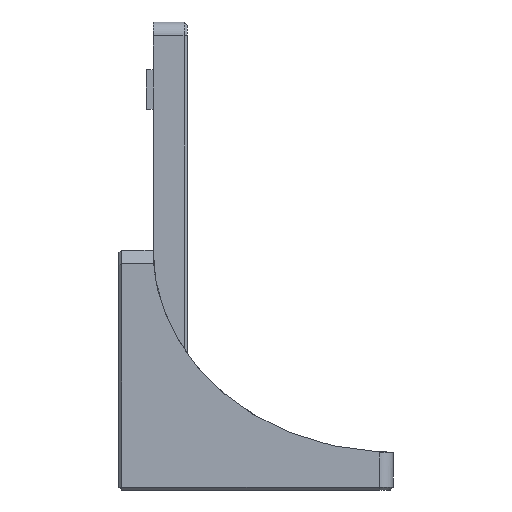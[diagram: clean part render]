
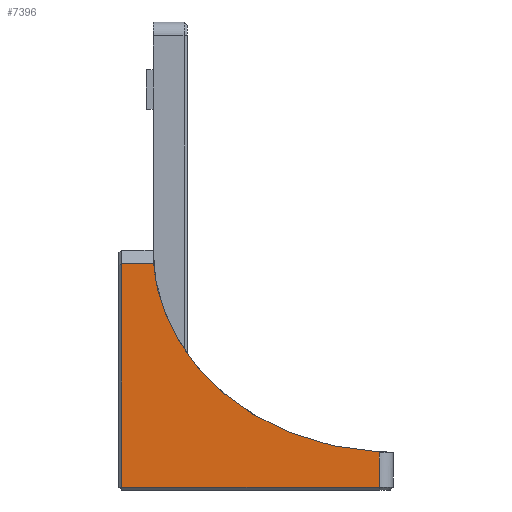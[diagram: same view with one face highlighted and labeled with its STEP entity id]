
A CAD part, left-side view. The second image highlights one B-rep face of the part: STEP entity #7396.
In plain terms, the highlighted planar face has unit normal (-1, 0, 0).
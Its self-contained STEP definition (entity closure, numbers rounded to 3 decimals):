
#7396 = ADVANCED_FACE('',(#7397),#7411,.F.);
#7397 = FACE_BOUND('',#7398,.F.);
#7398 = EDGE_LOOP('',(#7399,#7434,#7466,#7494,#7522));
#7399 = ORIENTED_EDGE('',*,*,#7400,.F.);
#7400 = EDGE_CURVE('',#7401,#7403,#7405,.T.);
#7401 = VERTEX_POINT('',#7402);
#7402 = CARTESIAN_POINT('',(0.,-0.081,15.5)
  );
#7403 = VERTEX_POINT('',#7404);
#7404 = CARTESIAN_POINT('',(0.,4.6,15.5));
#7405 = SURFACE_CURVE('',#7406,(#7410,#7422),.PCURVE_S1.);
#7406 = LINE('',#7407,#7408);
#7407 = CARTESIAN_POINT('',(0.,0.,15.5)
  );
#7408 = VECTOR('',#7409,1.);
#7409 = DIRECTION('',(0.,1.,0.));
#7410 = PCURVE('',#7411,#7416);
#7411 = PLANE('',#7412);
#7412 = AXIS2_PLACEMENT_3D('',#7413,#7414,#7415);
#7413 = CARTESIAN_POINT('',(0.,-9.568,
    -5.61));
#7414 = DIRECTION('',(1.,0.,0.));
#7415 = DIRECTION('',(0.,0.,1.));
#7416 = DEFINITIONAL_REPRESENTATION('',(#7417),#7421);
#7417 = LINE('',#7418,#7419);
#7418 = CARTESIAN_POINT('',(21.11,-9.568));
#7419 = VECTOR('',#7420,1.);
#7420 = DIRECTION('',(0.,-1.));
#7421 = ( GEOMETRIC_REPRESENTATION_CONTEXT(2) 
PARAMETRIC_REPRESENTATION_CONTEXT() REPRESENTATION_CONTEXT('2D SPACE',''
  ) );
#7422 = PCURVE('',#7423,#7428);
#7423 = PLANE('',#7424);
#7424 = AXIS2_PLACEMENT_3D('',#7425,#7426,#7427);
#7425 = CARTESIAN_POINT('',(1.,0.,16.5));
#7426 = DIRECTION('',(0.707,0.,-0.707
    ));
#7427 = DIRECTION('',(0.,1.,0.));
#7428 = DEFINITIONAL_REPRESENTATION('',(#7429),#7433);
#7429 = LINE('',#7430,#7431);
#7430 = CARTESIAN_POINT('',(0.,-1.414));
#7431 = VECTOR('',#7432,1.);
#7432 = DIRECTION('',(1.,0.));
#7433 = ( GEOMETRIC_REPRESENTATION_CONTEXT(2) 
PARAMETRIC_REPRESENTATION_CONTEXT() REPRESENTATION_CONTEXT('2D SPACE',''
  ) );
#7434 = ORIENTED_EDGE('',*,*,#7435,.F.);
#7435 = EDGE_CURVE('',#7436,#7401,#7438,.T.);
#7436 = VERTEX_POINT('',#7437);
#7437 = CARTESIAN_POINT('',(0.,-33.,-11.952));
#7438 = SURFACE_CURVE('',#7439,(#7444,#7451),.PCURVE_S1.);
#7439 = ELLIPSE('',#7440,35.,29.5);
#7440 = AXIS2_PLACEMENT_3D('',#7441,#7442,#7443);
#7441 = CARTESIAN_POINT('',(0.,-35.,17.5));
#7442 = DIRECTION('',(1.,0.,0.));
#7443 = DIRECTION('',(0.,-1.,0.));
#7444 = PCURVE('',#7411,#7445);
#7445 = DEFINITIONAL_REPRESENTATION('',(#7446),#7450);
#7446 = ELLIPSE('',#7447,35.,29.5);
#7447 = AXIS2_PLACEMENT_2D('',#7448,#7449);
#7448 = CARTESIAN_POINT('',(23.11,25.432));
#7449 = DIRECTION('',(0.,1.));
#7450 = ( GEOMETRIC_REPRESENTATION_CONTEXT(2) 
PARAMETRIC_REPRESENTATION_CONTEXT() REPRESENTATION_CONTEXT('2D SPACE',''
  ) );
#7451 = PCURVE('',#7452,#7460);
#7452 = SURFACE_OF_LINEAR_EXTRUSION('',#7453,#7458);
#7453 = ELLIPSE('',#7454,35.,29.5);
#7454 = AXIS2_PLACEMENT_3D('',#7455,#7456,#7457);
#7455 = CARTESIAN_POINT('',(0.,-35.,17.5));
#7456 = DIRECTION('',(1.,0.,0.));
#7457 = DIRECTION('',(0.,-1.,0.));
#7458 = VECTOR('',#7459,1.);
#7459 = DIRECTION('',(-1.,0.,0.));
#7460 = DEFINITIONAL_REPRESENTATION('',(#7461),#7465);
#7461 = LINE('',#7462,#7463);
#7462 = CARTESIAN_POINT('',(0.,0.));
#7463 = VECTOR('',#7464,1.);
#7464 = DIRECTION('',(1.,0.));
#7465 = ( GEOMETRIC_REPRESENTATION_CONTEXT(2) 
PARAMETRIC_REPRESENTATION_CONTEXT() REPRESENTATION_CONTEXT('2D SPACE',''
  ) );
#7466 = ORIENTED_EDGE('',*,*,#7467,.F.);
#7467 = EDGE_CURVE('',#7468,#7436,#7470,.T.);
#7468 = VERTEX_POINT('',#7469);
#7469 = CARTESIAN_POINT('',(0.,-33.,-17.1));
#7470 = SURFACE_CURVE('',#7471,(#7475,#7482),.PCURVE_S1.);
#7471 = LINE('',#7472,#7473);
#7472 = CARTESIAN_POINT('',(0.,-33.,-17.5));
#7473 = VECTOR('',#7474,1.);
#7474 = DIRECTION('',(0.,0.,1.));
#7475 = PCURVE('',#7411,#7476);
#7476 = DEFINITIONAL_REPRESENTATION('',(#7477),#7481);
#7477 = LINE('',#7478,#7479);
#7478 = CARTESIAN_POINT('',(-11.89,23.432));
#7479 = VECTOR('',#7480,1.);
#7480 = DIRECTION('',(1.,0.));
#7481 = ( GEOMETRIC_REPRESENTATION_CONTEXT(2) 
PARAMETRIC_REPRESENTATION_CONTEXT() REPRESENTATION_CONTEXT('2D SPACE',''
  ) );
#7482 = PCURVE('',#7483,#7488);
#7483 = CYLINDRICAL_SURFACE('',#7484,2.);
#7484 = AXIS2_PLACEMENT_3D('',#7485,#7486,#7487);
#7485 = CARTESIAN_POINT('',(2.,-33.,-17.5));
#7486 = DIRECTION('',(0.,0.,1.));
#7487 = DIRECTION('',(-1.,0.,0.));
#7488 = DEFINITIONAL_REPRESENTATION('',(#7489),#7493);
#7489 = LINE('',#7490,#7491);
#7490 = CARTESIAN_POINT('',(0.,0.));
#7491 = VECTOR('',#7492,1.);
#7492 = DIRECTION('',(0.,1.));
#7493 = ( GEOMETRIC_REPRESENTATION_CONTEXT(2) 
PARAMETRIC_REPRESENTATION_CONTEXT() REPRESENTATION_CONTEXT('2D SPACE',''
  ) );
#7494 = ORIENTED_EDGE('',*,*,#7495,.T.);
#7495 = EDGE_CURVE('',#7468,#7496,#7498,.T.);
#7496 = VERTEX_POINT('',#7497);
#7497 = CARTESIAN_POINT('',(0.,4.6,-17.1));
#7498 = SURFACE_CURVE('',#7499,(#7503,#7510),.PCURVE_S1.);
#7499 = LINE('',#7500,#7501);
#7500 = CARTESIAN_POINT('',(0.,-33.,-17.1));
#7501 = VECTOR('',#7502,1.);
#7502 = DIRECTION('',(0.,1.,0.));
#7503 = PCURVE('',#7411,#7504);
#7504 = DEFINITIONAL_REPRESENTATION('',(#7505),#7509);
#7505 = LINE('',#7506,#7507);
#7506 = CARTESIAN_POINT('',(-11.49,23.432));
#7507 = VECTOR('',#7508,1.);
#7508 = DIRECTION('',(0.,-1.));
#7509 = ( GEOMETRIC_REPRESENTATION_CONTEXT(2) 
PARAMETRIC_REPRESENTATION_CONTEXT() REPRESENTATION_CONTEXT('2D SPACE',''
  ) );
#7510 = PCURVE('',#7511,#7516);
#7511 = PLANE('',#7512);
#7512 = AXIS2_PLACEMENT_3D('',#7513,#7514,#7515);
#7513 = CARTESIAN_POINT('',(0.2,-33.,-17.3));
#7514 = DIRECTION('',(0.707,0.,0.707)
  );
#7515 = DIRECTION('',(0.,1.,0.));
#7516 = DEFINITIONAL_REPRESENTATION('',(#7517),#7521);
#7517 = LINE('',#7518,#7519);
#7518 = CARTESIAN_POINT('',(0.,0.283));
#7519 = VECTOR('',#7520,1.);
#7520 = DIRECTION('',(1.,0.));
#7521 = ( GEOMETRIC_REPRESENTATION_CONTEXT(2) 
PARAMETRIC_REPRESENTATION_CONTEXT() REPRESENTATION_CONTEXT('2D SPACE',''
  ) );
#7522 = ORIENTED_EDGE('',*,*,#7523,.F.);
#7523 = EDGE_CURVE('',#7403,#7496,#7524,.T.);
#7524 = SURFACE_CURVE('',#7525,(#7529,#7536),.PCURVE_S1.);
#7525 = LINE('',#7526,#7527);
#7526 = CARTESIAN_POINT('',(0.,4.6,15.5));
#7527 = VECTOR('',#7528,1.);
#7528 = DIRECTION('',(0.,0.,-1.));
#7529 = PCURVE('',#7411,#7530);
#7530 = DEFINITIONAL_REPRESENTATION('',(#7531),#7535);
#7531 = LINE('',#7532,#7533);
#7532 = CARTESIAN_POINT('',(21.11,-14.168));
#7533 = VECTOR('',#7534,1.);
#7534 = DIRECTION('',(-1.,0.));
#7535 = ( GEOMETRIC_REPRESENTATION_CONTEXT(2) 
PARAMETRIC_REPRESENTATION_CONTEXT() REPRESENTATION_CONTEXT('2D SPACE',''
  ) );
#7536 = PCURVE('',#7537,#7542);
#7537 = PLANE('',#7538);
#7538 = AXIS2_PLACEMENT_3D('',#7539,#7540,#7541);
#7539 = CARTESIAN_POINT('',(0.2,4.8,15.5));
#7540 = DIRECTION('',(0.707,-0.707,0.)
  );
#7541 = DIRECTION('',(0.,0.,-1.));
#7542 = DEFINITIONAL_REPRESENTATION('',(#7543),#7547);
#7543 = LINE('',#7544,#7545);
#7544 = CARTESIAN_POINT('',(0.,-0.283));
#7545 = VECTOR('',#7546,1.);
#7546 = DIRECTION('',(1.,0.));
#7547 = ( GEOMETRIC_REPRESENTATION_CONTEXT(2) 
PARAMETRIC_REPRESENTATION_CONTEXT() REPRESENTATION_CONTEXT('2D SPACE',''
  ) );
